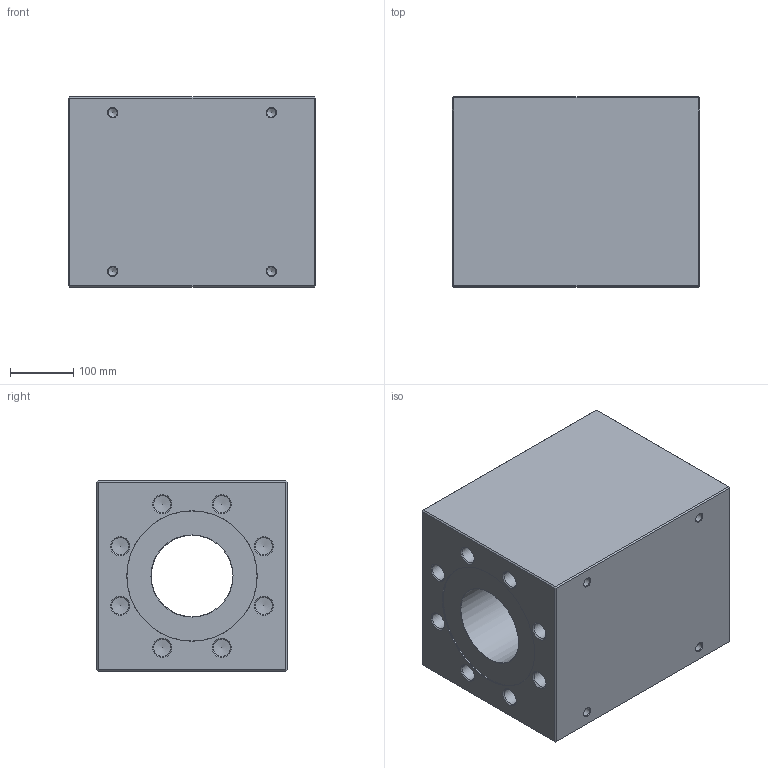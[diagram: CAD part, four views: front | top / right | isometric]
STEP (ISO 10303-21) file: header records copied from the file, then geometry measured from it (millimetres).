
FILE_DESCRIPTION(/* description */ (''),/* implementation_level */ '2;1');
FILE_NAME(/* name */ 'X-FV125-3.stp',/* time_stamp */ '2024-02-07T12:00:16+01:00',/* author */ (''),/* organization */ (''),/* preprocessor_version */ 'ST-DEVELOPER v16',/* originating_system */ 'SIEMENS PLM Software NX 10.0',/* authorisation */ '');
FILE_SCHEMA (('CONFIG_CONTROL_DESIGN'));
Length unit declared in the file: millimetre
Products named in the file (1): X-FV125-3
Bounding box: 390 x 300 x 300 mm (x, y, z)
Volume: 27940984.2 mm3; surface area: 899596.4 mm2
Topology: 1 solids, 1 shells, 124 faces, 308 edges, 188 vertices
Faces by surface type: cone 62, cylinder 33, plane 29
Full cylindrical faces by diameter (mm): 14 x4, 26.5 x24, 128.5 x2, 205.185 x3
Entity records: 2794 total; most frequent: DIRECTION 500, CARTESIAN_POINT 427, ORIENTED_EDGE 298, FACE_BOUND 232, EDGE_LOOP 226, AXIS2_PLACEMENT_3D 226, VERTEX_POINT 153, EDGE_CURVE 149
